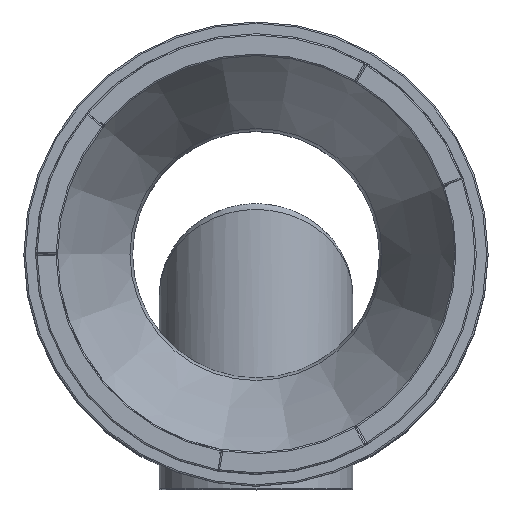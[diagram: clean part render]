
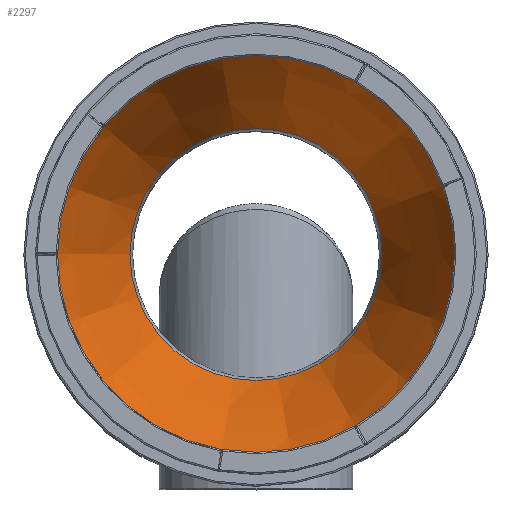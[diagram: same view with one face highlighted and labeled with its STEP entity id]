
A CAD part, top view. The second image highlights one B-rep face of the part: STEP entity #2297.
In plain terms, the highlighted conical face has half-angle 24.489 degrees and reference radius 58.75 mm.
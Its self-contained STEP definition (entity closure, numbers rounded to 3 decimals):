
#104=CONICAL_SURFACE('',#2583,58.75,0.427);
#248=FACE_OUTER_BOUND('',#395,.T.);
#395=EDGE_LOOP('',(#1950,#1951,#1952,#1953));
#570=CIRCLE('',#2579,73.094);
#573=CIRCLE('',#2584,42.9);
#758=LINE('',#5144,#850);
#850=VECTOR('',#3201,58.75);
#1043=VERTEX_POINT('',#5134);
#1045=VERTEX_POINT('',#5142);
#1364=EDGE_CURVE('',#1043,#1043,#570,.T.);
#1368=EDGE_CURVE('',#1045,#1045,#573,.T.);
#1369=EDGE_CURVE('',#1045,#1043,#758,.T.);
#1950=ORIENTED_EDGE('',*,*,#1368,.F.);
#1951=ORIENTED_EDGE('',*,*,#1369,.T.);
#1952=ORIENTED_EDGE('',*,*,#1364,.F.);
#1953=ORIENTED_EDGE('',*,*,#1369,.F.);
#2297=ADVANCED_FACE('',(#248),#104,.F.);
#2579=AXIS2_PLACEMENT_3D('',#5135,#3188,#3189);
#2583=AXIS2_PLACEMENT_3D('',#5141,#3197,#3198);
#2584=AXIS2_PLACEMENT_3D('',#5143,#3199,#3200);
#3188=DIRECTION('center_axis',(0.,0.,-1.));
#3189=DIRECTION('ref_axis',(-1.,0.,0.));
#3197=DIRECTION('center_axis',(0.,0.,1.));
#3198=DIRECTION('ref_axis',(-1.,0.,0.));
#3199=DIRECTION('center_axis',(0.,0.,1.));
#3200=DIRECTION('ref_axis',(1.,0.,0.));
#3201=DIRECTION('',(0.415,0.,0.91));
#5134=CARTESIAN_POINT('',(73.094,0.,220.219));
#5135=CARTESIAN_POINT('Origin',(0.,0.,220.219));
#5141=CARTESIAN_POINT('Origin',(0.,0.,188.727));
#5142=CARTESIAN_POINT('',(42.9,0.,153.929));
#5143=CARTESIAN_POINT('Origin',(0.,0.,153.929));
#5144=CARTESIAN_POINT('',(58.75,0.,188.727));
